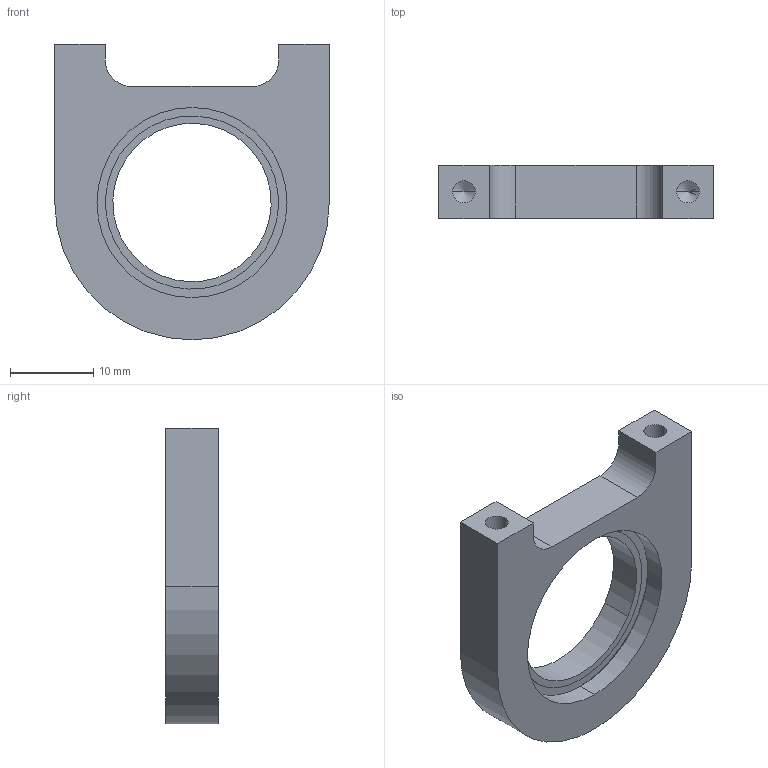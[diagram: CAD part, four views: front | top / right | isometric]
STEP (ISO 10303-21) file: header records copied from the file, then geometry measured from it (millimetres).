
FILE_DESCRIPTION (( 'STEP AP203' ), '1' );
FILE_NAME ('535166 assembly.STEP', '2014-07-08T19:00:13', ( 'Kyle' ), ( 'Microsoft' ), 'SwSTEP 2.0', 'SolidWorks 2014', '' );
FILE_SCHEMA (( 'CONFIG_CONTROL_DESIGN' ));
Length unit declared in the file: inch
Products named in the file (3): 535166; .75 x 1 non flanged bearing; 535166 assembly
Assembly tree (2 placements, depth 2):
  535166 assembly
    535166
    .75 x 1 non flanged bearing
Bounding box: 33.02 x 6.35 x 35.56 mm (x, y, z)
Volume: 3812.7 mm3; surface area: 3597.6 mm2
Topology: 2 solids, 2 shells, 44 faces, 101 edges, 64 vertices
Faces by surface type: cylinder 24, plane 16, cone 4
Entity records: 1552 total; most frequent: DIRECTION 243, CARTESIAN_POINT 210, ORIENTED_EDGE 194, EDGE_CURVE 97, AXIS2_PLACEMENT_3D 97, VERTEX_POINT 64, EDGE_LOOP 55, VECTOR 49
